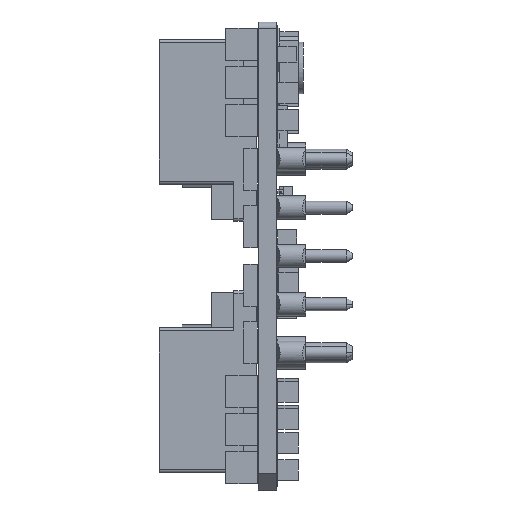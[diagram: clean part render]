
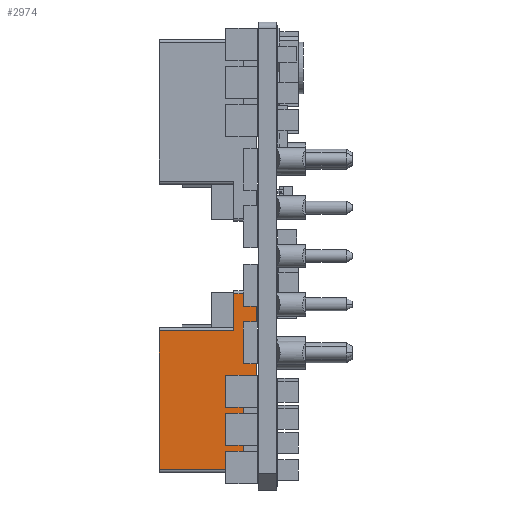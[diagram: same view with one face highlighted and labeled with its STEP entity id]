
A CAD part, left-side view. The second image highlights one B-rep face of the part: STEP entity #2974.
In plain terms, the highlighted planar face has unit normal (-1, 0, 0).
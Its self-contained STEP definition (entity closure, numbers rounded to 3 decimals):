
#216 = EDGE_CURVE ( 'NONE', #12733, #4833, #4052, .T. ) ;
#528 = EDGE_CURVE ( 'NONE', #1836, #8203, #23186, .T. ) ;
#612 = EDGE_CURVE ( 'NONE', #7159, #1836, #9650, .T. ) ;
#1220 = CARTESIAN_POINT ( 'NONE',  ( -3.912, 5.664, -5.893 ) ) ;
#1226 = DIRECTION ( 'NONE',  ( 0., 1., 0. ) ) ;
#1613 = CARTESIAN_POINT ( 'NONE',  ( -3.912, 3.886, -2.972 ) ) ;
#1684 = ORIENTED_EDGE ( 'NONE', *, *, #11637, .T. ) ;
#1736 = VECTOR ( 'NONE', #3901, 1000. ) ;
#1836 = VERTEX_POINT ( 'NONE', #7364 ) ;
#2399 = LINE ( 'NONE', #10027, #25795 ) ;
#2591 = VECTOR ( 'NONE', #12130, 1000. ) ;
#2725 = CARTESIAN_POINT ( 'NONE',  ( -3.912, 5.664, -17.348 ) ) ;
#2832 = ORIENTED_EDGE ( 'NONE', *, *, #13500, .F. ) ;
#2974 = ADVANCED_FACE ( 'NONE', ( #9260 ), #10537, .T. ) ;
#3223 = ORIENTED_EDGE ( 'NONE', *, *, #528, .T. ) ;
#3901 = DIRECTION ( 'NONE',  ( 0., 1., 0. ) ) ;
#4052 = LINE ( 'NONE', #21811, #17898 ) ;
#4529 = CARTESIAN_POINT ( 'NONE',  ( -3.912, 3.886, -2.972 ) ) ;
#4833 = VERTEX_POINT ( 'NONE', #7798 ) ;
#5572 = EDGE_LOOP ( 'NONE', ( #2832, #24277, #3223, #11010, #20097, #6039, #29352, #1684 ) ) ;
#6027 = VECTOR ( 'NONE', #16309, 1000. ) ;
#6039 = ORIENTED_EDGE ( 'NONE', *, *, #25788, .T. ) ;
#6492 = VERTEX_POINT ( 'NONE', #7659 ) ;
#7159 = VERTEX_POINT ( 'NONE', #2725 ) ;
#7364 = CARTESIAN_POINT ( 'NONE',  ( -3.912, 3.886, -17.348 ) ) ;
#7659 = CARTESIAN_POINT ( 'NONE',  ( -3.912, 5.664, -2.972 ) ) ;
#7798 = CARTESIAN_POINT ( 'NONE',  ( -3.912, 11.532, -16.815 ) ) ;
#8203 = VERTEX_POINT ( 'NONE', #4529 ) ;
#8824 = LINE ( 'NONE', #1613, #1736 ) ;
#9224 = VERTEX_POINT ( 'NONE', #27399 ) ;
#9260 = FACE_OUTER_BOUND ( 'NONE', #5572, .T. ) ;
#9650 = LINE ( 'NONE', #18080, #14973 ) ;
#10020 = VECTOR ( 'NONE', #1226, 1000. ) ;
#10027 = CARTESIAN_POINT ( 'NONE',  ( -3.912, 5.664, -17.602 ) ) ;
#10537 = PLANE ( 'NONE',  #20290 ) ;
#10627 = DIRECTION ( 'NONE',  ( 0., 0., 1. ) ) ;
#10796 = CARTESIAN_POINT ( 'NONE',  ( -3.912, 11.532, -5.893 ) ) ;
#11010 = ORIENTED_EDGE ( 'NONE', *, *, #29293, .T. ) ;
#11637 = EDGE_CURVE ( 'NONE', #4833, #9224, #25288, .T. ) ;
#12130 = DIRECTION ( 'NONE',  ( 0., -1., 0. ) ) ;
#12733 = VERTEX_POINT ( 'NONE', #10796 ) ;
#13500 = EDGE_CURVE ( 'NONE', #7159, #9224, #14195, .T. ) ;
#14195 = LINE ( 'NONE', #18371, #6027 ) ;
#14519 = CARTESIAN_POINT ( 'NONE',  ( -3.912, 3.886, -5.893 ) ) ;
#14637 = CARTESIAN_POINT ( 'NONE',  ( -3.912, 3.886, -17.602 ) ) ;
#14973 = VECTOR ( 'NONE', #22826, 1000. ) ;
#15733 = DIRECTION ( 'NONE',  ( 0., 0., 1. ) ) ;
#16309 = DIRECTION ( 'NONE',  ( 0., 0., 1. ) ) ;
#16912 = DIRECTION ( 'NONE',  ( 0., 0., -1. ) ) ;
#17898 = VECTOR ( 'NONE', #28216, 1000. ) ;
#18080 = CARTESIAN_POINT ( 'NONE',  ( -3.912, 3.886, -17.348 ) ) ;
#18371 = CARTESIAN_POINT ( 'NONE',  ( -3.912, 5.664, -17.602 ) ) ;
#19671 = CARTESIAN_POINT ( 'NONE',  ( -3.912, 3.886, -17.602 ) ) ;
#20097 = ORIENTED_EDGE ( 'NONE', *, *, #23181, .T. ) ;
#20290 = AXIS2_PLACEMENT_3D ( 'NONE', #19671, #23945, #10627 ) ;
#21056 = VECTOR ( 'NONE', #15733, 1000. ) ;
#21811 = CARTESIAN_POINT ( 'NONE',  ( -3.912, 11.532, -17.602 ) ) ;
#22826 = DIRECTION ( 'NONE',  ( 0., -1., 0. ) ) ;
#23181 = EDGE_CURVE ( 'NONE', #6492, #29194, #2399, .T. ) ;
#23186 = LINE ( 'NONE', #14637, #21056 ) ;
#23945 = DIRECTION ( 'NONE',  ( -1., 0., 0. ) ) ;
#24277 = ORIENTED_EDGE ( 'NONE', *, *, #612, .T. ) ;
#24587 = LINE ( 'NONE', #14519, #10020 ) ;
#25288 = LINE ( 'NONE', #25700, #2591 ) ;
#25700 = CARTESIAN_POINT ( 'NONE',  ( -3.912, 3.886, -16.815 ) ) ;
#25788 = EDGE_CURVE ( 'NONE', #29194, #12733, #24587, .T. ) ;
#25795 = VECTOR ( 'NONE', #16912, 1000. ) ;
#27399 = CARTESIAN_POINT ( 'NONE',  ( -3.912, 5.664, -16.815 ) ) ;
#28216 = DIRECTION ( 'NONE',  ( 0., 0., -1. ) ) ;
#29194 = VERTEX_POINT ( 'NONE', #1220 ) ;
#29293 = EDGE_CURVE ( 'NONE', #8203, #6492, #8824, .T. ) ;
#29352 = ORIENTED_EDGE ( 'NONE', *, *, #216, .T. ) ;
